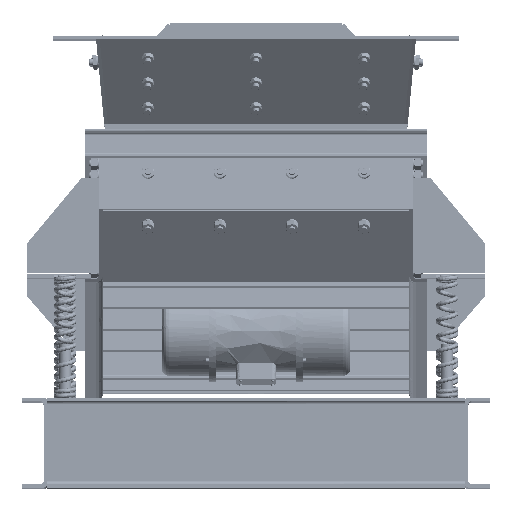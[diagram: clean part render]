
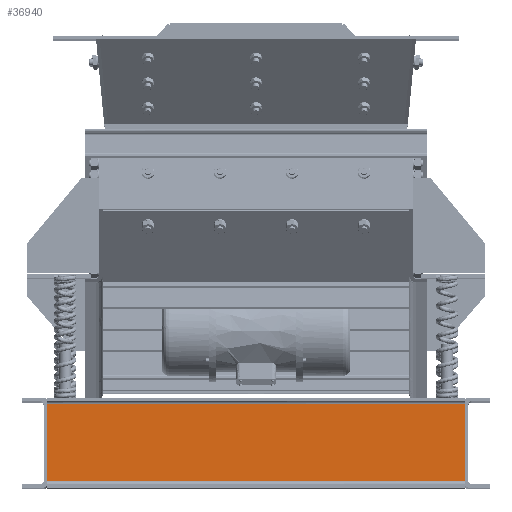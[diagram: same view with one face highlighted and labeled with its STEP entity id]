
A CAD part, top view. The second image highlights one B-rep face of the part: STEP entity #36940.
In plain terms, the highlighted free-form (B-spline) face has degree [1, 1] with [2, 2] control points.
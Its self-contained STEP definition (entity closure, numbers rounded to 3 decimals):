
#36914 = VERTEX_POINT('',#36915);
#36915 = CARTESIAN_POINT('',(761.757,303.324,
    -66.293));
#36921 = EDGE_CURVE('',#36922,#36914,#36924,.T.);
#36922 = VERTEX_POINT('',#36923);
#36923 = CARTESIAN_POINT('',(-761.757,303.324,
    -66.293));
#36924 = B_SPLINE_CURVE_WITH_KNOTS('',1,(#36925,#36926),.UNSPECIFIED.,
  .F.,.F.,(2,2),(-580.,580.),.PIECEWISE_BEZIER_KNOTS.);
#36925 = CARTESIAN_POINT('',(-761.757,303.324,
    -66.293));
#36926 = CARTESIAN_POINT('',(761.757,303.324,
    -66.293));
#36940 = ADVANCED_FACE('',(#36941),#36963,.T.);
#36941 = FACE_BOUND('',#36942,.T.);
#36942 = EDGE_LOOP('',(#36943,#36950,#36957,#36962));
#36943 = ORIENTED_EDGE('',*,*,#36944,.F.);
#36944 = EDGE_CURVE('',#36945,#36922,#36947,.T.);
#36945 = VERTEX_POINT('',#36946);
#36946 = CARTESIAN_POINT('',(-761.757,25.02,
    -66.293));
#36947 = B_SPLINE_CURVE_WITH_KNOTS('',1,(#36948,#36949),.UNSPECIFIED.,
  .F.,.F.,(2,2),(-52.975,158.925),.PIECEWISE_BEZIER_KNOTS.);
#36948 = CARTESIAN_POINT('',(-761.757,25.02,
    -66.293));
#36949 = CARTESIAN_POINT('',(-761.757,303.324,
    -66.293));
#36950 = ORIENTED_EDGE('',*,*,#36951,.T.);
#36951 = EDGE_CURVE('',#36945,#36952,#36954,.T.);
#36952 = VERTEX_POINT('',#36953);
#36953 = CARTESIAN_POINT('',(761.757,25.02,
    -66.293));
#36954 = B_SPLINE_CURVE_WITH_KNOTS('',1,(#36955,#36956),.UNSPECIFIED.,
  .F.,.F.,(2,2),(-580.,580.),.PIECEWISE_BEZIER_KNOTS.);
#36955 = CARTESIAN_POINT('',(-761.757,25.02,
    -66.293));
#36956 = CARTESIAN_POINT('',(761.757,25.02,
    -66.293));
#36957 = ORIENTED_EDGE('',*,*,#36958,.F.);
#36958 = EDGE_CURVE('',#36914,#36952,#36959,.T.);
#36959 = B_SPLINE_CURVE_WITH_KNOTS('',1,(#36960,#36961),.UNSPECIFIED.,
  .F.,.F.,(2,2),(-158.925,52.975),.PIECEWISE_BEZIER_KNOTS.);
#36960 = CARTESIAN_POINT('',(761.757,303.324,
    -66.293));
#36961 = CARTESIAN_POINT('',(761.757,25.02,
    -66.293));
#36962 = ORIENTED_EDGE('',*,*,#36921,.F.);
#36963 = B_SPLINE_SURFACE_WITH_KNOTS('',1,1,(
    (#36964,#36965)
    ,(#36966,#36967
    )),.UNSPECIFIED.,.F.,.F.,.F.,(2,2),(2,2),(0.,211.9),(-580.
    ,580.),.PIECEWISE_BEZIER_KNOTS.);
#36964 = CARTESIAN_POINT('',(761.757,25.02,
    -66.293));
#36965 = CARTESIAN_POINT('',(-761.757,25.02,
    -66.293));
#36966 = CARTESIAN_POINT('',(761.757,303.324,
    -66.293));
#36967 = CARTESIAN_POINT('',(-761.757,303.324,
    -66.293));
